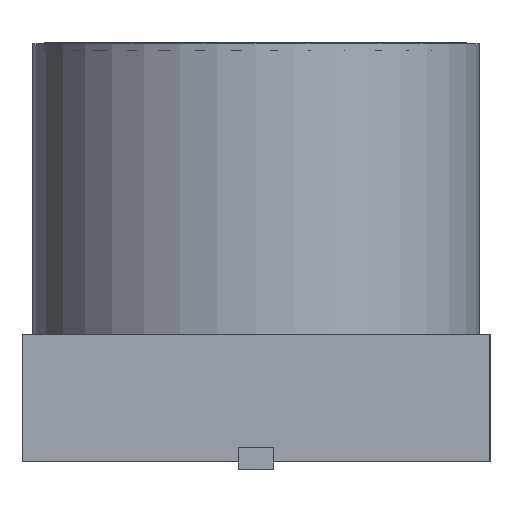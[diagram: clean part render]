
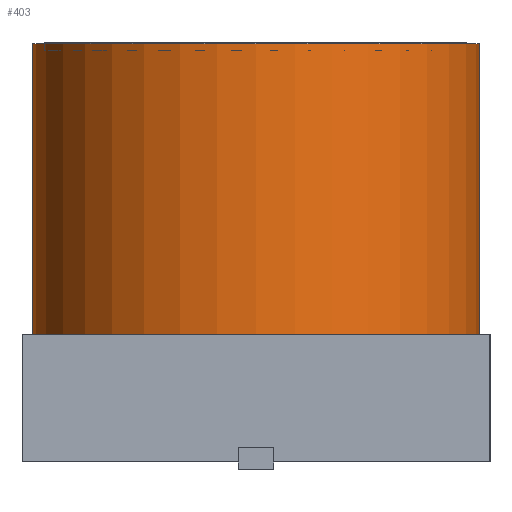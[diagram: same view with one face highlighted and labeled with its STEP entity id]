
A CAD part, left-side view. The second image highlights one B-rep face of the part: STEP entity #403.
In plain terms, the highlighted cylindrical face has radius 3.15 mm (diameter 6.3 mm), a full revolution.
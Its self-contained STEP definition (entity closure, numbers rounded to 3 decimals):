
#353=CARTESIAN_POINT('',(0.,0.,5.7));
#354=DIRECTION('',(0.,0.,-1.));
#355=DIRECTION('',(-1.,0.,0.));
#356=AXIS2_PLACEMENT_3D('',#353,#354,#355);
#357=CYLINDRICAL_SURFACE('',#356,3.15);
#358=CARTESIAN_POINT('',(-3.15,0.,0.2));
#359=VERTEX_POINT('',#358);
#360=CARTESIAN_POINT('',(-3.15,0.,6.));
#361=VERTEX_POINT('',#360);
#362=CARTESIAN_POINT('',(-3.15,0.,0.2));
#363=DIRECTION('',(-0.,-0.,1.));
#364=VECTOR('',#363,5.8);
#365=LINE('',#362,#364);
#366=EDGE_CURVE('',#359,#361,#365,.T.);
#367=ORIENTED_EDGE('',*,*,#366,.T.);
#368=CARTESIAN_POINT('',(3.15,-0.,6.));
#369=VERTEX_POINT('',#368);
#370=CARTESIAN_POINT('',(0.,0.,6.));
#371=DIRECTION('',(0.,0.,1.));
#372=DIRECTION('',(1.,0.,-0.));
#373=AXIS2_PLACEMENT_3D('',#370,#371,#372);
#374=CIRCLE('',#373,3.15);
#375=EDGE_CURVE('',#369,#361,#374,.T.);
#376=ORIENTED_EDGE('',*,*,#375,.F.);
#377=CARTESIAN_POINT('',(0.,0.,6.));
#378=DIRECTION('',(0.,0.,1.));
#379=DIRECTION('',(1.,0.,-0.));
#380=AXIS2_PLACEMENT_3D('',#377,#378,#379);
#381=CIRCLE('',#380,3.15);
#382=EDGE_CURVE('',#361,#369,#381,.T.);
#383=ORIENTED_EDGE('',*,*,#382,.F.);
#384=ORIENTED_EDGE('',*,*,#366,.F.);
#385=CARTESIAN_POINT('',(3.15,-0.,0.2));
#386=VERTEX_POINT('',#385);
#387=CARTESIAN_POINT('',(0.,0.,0.2));
#388=DIRECTION('',(0.,0.,1.));
#389=DIRECTION('',(1.,0.,-0.));
#390=AXIS2_PLACEMENT_3D('',#387,#388,#389);
#391=CIRCLE('',#390,3.15);
#392=EDGE_CURVE('',#359,#386,#391,.T.);
#393=ORIENTED_EDGE('',*,*,#392,.T.);
#394=CARTESIAN_POINT('',(0.,0.,0.2));
#395=DIRECTION('',(0.,0.,1.));
#396=DIRECTION('',(1.,0.,-0.));
#397=AXIS2_PLACEMENT_3D('',#394,#395,#396);
#398=CIRCLE('',#397,3.15);
#399=EDGE_CURVE('',#386,#359,#398,.T.);
#400=ORIENTED_EDGE('',*,*,#399,.T.);
#401=EDGE_LOOP('',(#367,#376,#383,#384,#393,#400));
#402=FACE_BOUND('',#401,.T.);
#403=ADVANCED_FACE('',(#402),#357,.T.);
